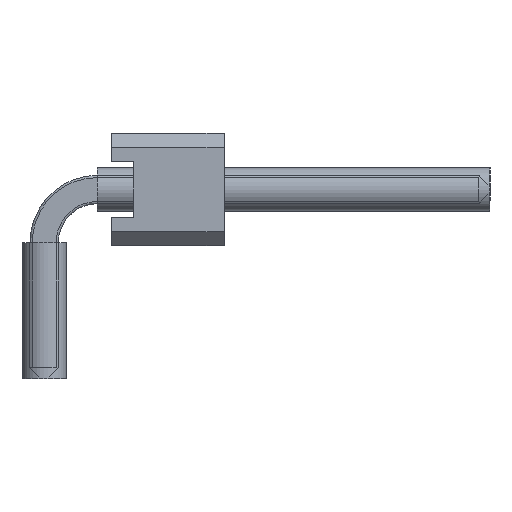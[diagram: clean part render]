
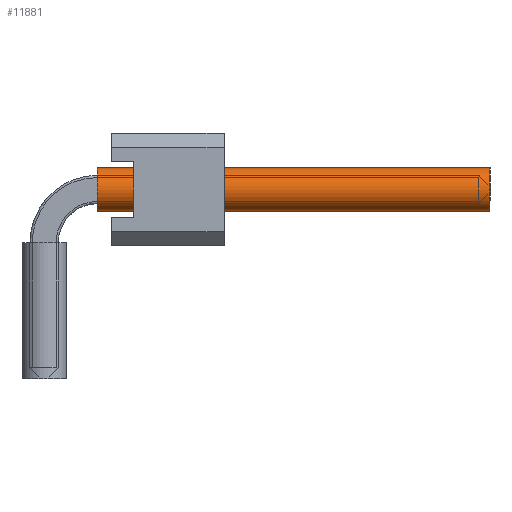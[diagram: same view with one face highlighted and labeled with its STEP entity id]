
A CAD part, left-side view. The second image highlights one B-rep face of the part: STEP entity #11881.
In plain terms, the highlighted cylindrical face has radius 0.5 mm (diameter 1 mm), a full revolution.
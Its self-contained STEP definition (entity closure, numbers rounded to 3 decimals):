
#6698=ORIENTED_EDGE('',*,*,#8392,.F.);
#6699=ORIENTED_EDGE('',*,*,#8393,.T.);
#8392=EDGE_CURVE('',#9520,#9520,#9844,.T.);
#8393=EDGE_CURVE('',#9521,#9521,#9845,.T.);
#9520=VERTEX_POINT('',#19526);
#9521=VERTEX_POINT('',#19528);
#9844=CIRCLE('',#12835,0.5);
#9845=CIRCLE('',#12836,0.5);
#10494=EDGE_LOOP('',(#6698));
#10495=EDGE_LOOP('',(#6699));
#11144=FACE_BOUND('',#10494,.T.);
#11145=FACE_BOUND('',#10495,.T.);
#11309=CYLINDRICAL_SURFACE('',#12834,0.5);
#11881=ADVANCED_FACE('',(#11144,#11145),#11309,.F.);
#12834=AXIS2_PLACEMENT_3D('',#19524,#16051,#16052);
#12835=AXIS2_PLACEMENT_3D('',#19525,#16053,#16054);
#12836=AXIS2_PLACEMENT_3D('',#19527,#16055,#16056);
#16051=DIRECTION('',(1.,0.,0.));
#16052=DIRECTION('',(0.,0.,-1.));
#16053=DIRECTION('',(-1.,0.,0.));
#16054=DIRECTION('',(0.,0.,1.));
#16055=DIRECTION('',(-1.,0.,0.));
#16056=DIRECTION('',(0.,0.,1.));
#19524=CARTESIAN_POINT('',(1.2,0.,4.27));
#19525=CARTESIAN_POINT('',(10.06,0.,4.27));
#19526=CARTESIAN_POINT('',(10.06,0.,4.77));
#19527=CARTESIAN_POINT('',(1.2,0.,4.27));
#19528=CARTESIAN_POINT('',(1.2,0.,4.77));
